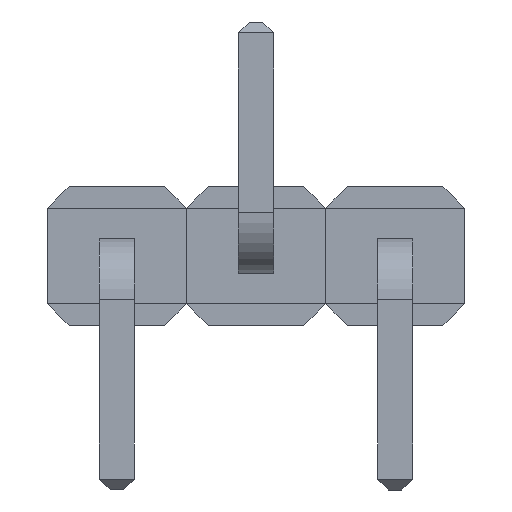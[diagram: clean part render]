
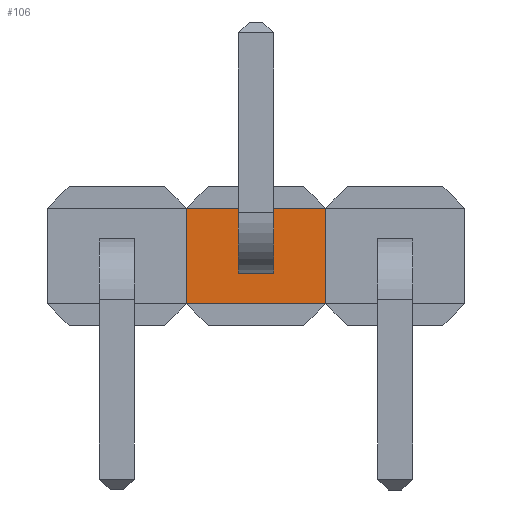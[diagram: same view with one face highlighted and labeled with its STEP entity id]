
A CAD part, front view. The second image highlights one B-rep face of the part: STEP entity #106.
In plain terms, the highlighted planar face has unit normal (0, -1, 0).
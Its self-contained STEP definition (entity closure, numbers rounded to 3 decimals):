
#3 = LINE ( 'NONE', #510, #1252 ) ;
#4 = CARTESIAN_POINT ( 'NONE',  ( 1.27, 0.54, 0.87 ) ) ;
#34 = EDGE_LOOP ( 'NONE', ( #1165, #266, #167, #1752 ) ) ;
#59 = DIRECTION ( 'NONE',  ( 0., 0., -1. ) ) ;
#89 = FACE_OUTER_BOUND ( 'NONE', #1238, .T. ) ;
#98 = ORIENTED_EDGE ( 'NONE', *, *, #1162, .F. ) ;
#106 = ADVANCED_FACE ( 'NONE', ( #1536, #89 ), #108, .F. ) ;
#108 = PLANE ( 'NONE',  #1178 ) ;
#113 = VERTEX_POINT ( 'NONE', #1156 ) ;
#153 = VECTOR ( 'NONE', #926, 1000. ) ;
#167 = ORIENTED_EDGE ( 'NONE', *, *, #1522, .T. ) ;
#180 = CARTESIAN_POINT ( 'NONE',  ( -1.27, 0.54, 0.87 ) ) ;
#184 = VERTEX_POINT ( 'NONE', #1748 ) ;
#192 = CARTESIAN_POINT ( 'NONE',  ( 1.27, 0.54, 0.32 ) ) ;
#214 = EDGE_CURVE ( 'NONE', #1385, #113, #3, .T. ) ;
#221 = VERTEX_POINT ( 'NONE', #257 ) ;
#243 = CARTESIAN_POINT ( 'NONE',  ( 1.27, 0.54, 0.87 ) ) ;
#257 = CARTESIAN_POINT ( 'NONE',  ( 0.32, 0.54, 0.32 ) ) ;
#261 = DIRECTION ( 'NONE',  ( 0., 0., 1. ) ) ;
#266 = ORIENTED_EDGE ( 'NONE', *, *, #1341, .T. ) ;
#313 = CARTESIAN_POINT ( 'NONE',  ( 1.27, 0.54, -0.87 ) ) ;
#434 = ORIENTED_EDGE ( 'NONE', *, *, #676, .F. ) ;
#482 = LINE ( 'NONE', #857, #1545 ) ;
#485 = CARTESIAN_POINT ( 'NONE',  ( -0.32, 0.54, 0.32 ) ) ;
#510 = CARTESIAN_POINT ( 'NONE',  ( 1.27, 0.54, -0.32 ) ) ;
#575 = LINE ( 'NONE', #1085, #153 ) ;
#676 = EDGE_CURVE ( 'NONE', #184, #1143, #718, .T. ) ;
#695 = VECTOR ( 'NONE', #59, 1000. ) ;
#709 = CARTESIAN_POINT ( 'NONE',  ( -0.32, 0.54, 0.87 ) ) ;
#718 = LINE ( 'NONE', #313, #1399 ) ;
#732 = VECTOR ( 'NONE', #1590, 1000. ) ;
#760 = CARTESIAN_POINT ( 'NONE',  ( 1.27, 0.54, 0.87 ) ) ;
#857 = CARTESIAN_POINT ( 'NONE',  ( -1.27, 0.54, 0.87 ) ) ;
#880 = CARTESIAN_POINT ( 'NONE',  ( 0.32, 0.54, 0.87 ) ) ;
#926 = DIRECTION ( 'NONE',  ( -1., 0., 0. ) ) ;
#956 = LINE ( 'NONE', #192, #1737 ) ;
#1041 = VECTOR ( 'NONE', #1676, 1000. ) ;
#1085 = CARTESIAN_POINT ( 'NONE',  ( 1.27, 0.54, 0.87 ) ) ;
#1103 = DIRECTION ( 'NONE',  ( 1., 0., 0. ) ) ;
#1127 = LINE ( 'NONE', #880, #695 ) ;
#1143 = VERTEX_POINT ( 'NONE', #1345 ) ;
#1145 = VERTEX_POINT ( 'NONE', #4 ) ;
#1156 = CARTESIAN_POINT ( 'NONE',  ( -0.32, 0.54, -0.32 ) ) ;
#1162 = EDGE_CURVE ( 'NONE', #1145, #184, #1678, .T. ) ;
#1165 = ORIENTED_EDGE ( 'NONE', *, *, #214, .T. ) ;
#1178 = AXIS2_PLACEMENT_3D ( 'NONE', #243, #1730, #261 ) ;
#1221 = EDGE_CURVE ( 'NONE', #1145, #1520, #575, .T. ) ;
#1238 = EDGE_LOOP ( 'NONE', ( #1304, #434, #98, #1479 ) ) ;
#1243 = LINE ( 'NONE', #709, #1041 ) ;
#1252 = VECTOR ( 'NONE', #1351, 1000. ) ;
#1259 = DIRECTION ( 'NONE',  ( -1., 0., 0. ) ) ;
#1304 = ORIENTED_EDGE ( 'NONE', *, *, #1435, .T. ) ;
#1341 = EDGE_CURVE ( 'NONE', #113, #1670, #1243, .T. ) ;
#1345 = CARTESIAN_POINT ( 'NONE',  ( -1.27, 0.54, -0.87 ) ) ;
#1351 = DIRECTION ( 'NONE',  ( -1., 0., 0. ) ) ;
#1385 = VERTEX_POINT ( 'NONE', #1543 ) ;
#1399 = VECTOR ( 'NONE', #1259, 1000. ) ;
#1423 = DIRECTION ( 'NONE',  ( 0., 0., -1. ) ) ;
#1435 = EDGE_CURVE ( 'NONE', #1520, #1143, #482, .T. ) ;
#1479 = ORIENTED_EDGE ( 'NONE', *, *, #1221, .T. ) ;
#1520 = VERTEX_POINT ( 'NONE', #180 ) ;
#1522 = EDGE_CURVE ( 'NONE', #1670, #221, #956, .T. ) ;
#1536 = FACE_BOUND ( 'NONE', #34, .T. ) ;
#1543 = CARTESIAN_POINT ( 'NONE',  ( 0.32, 0.54, -0.32 ) ) ;
#1545 = VECTOR ( 'NONE', #1423, 1000. ) ;
#1582 = EDGE_CURVE ( 'NONE', #221, #1385, #1127, .T. ) ;
#1590 = DIRECTION ( 'NONE',  ( 0., 0., -1. ) ) ;
#1670 = VERTEX_POINT ( 'NONE', #485 ) ;
#1676 = DIRECTION ( 'NONE',  ( 0., 0., 1. ) ) ;
#1678 = LINE ( 'NONE', #760, #732 ) ;
#1730 = DIRECTION ( 'NONE',  ( 0., 1., 0. ) ) ;
#1737 = VECTOR ( 'NONE', #1103, 1000. ) ;
#1748 = CARTESIAN_POINT ( 'NONE',  ( 1.27, 0.54, -0.87 ) ) ;
#1752 = ORIENTED_EDGE ( 'NONE', *, *, #1582, .T. ) ;
